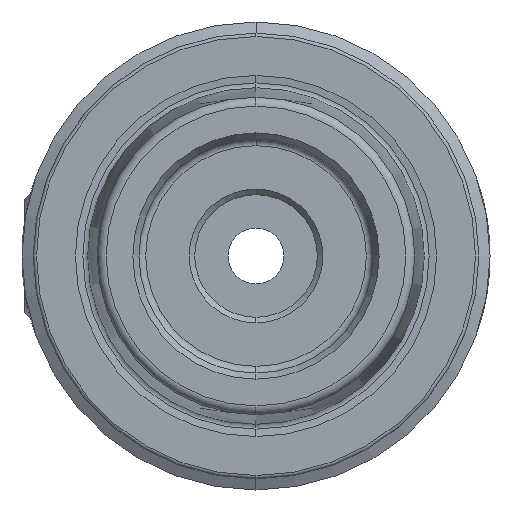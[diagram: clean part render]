
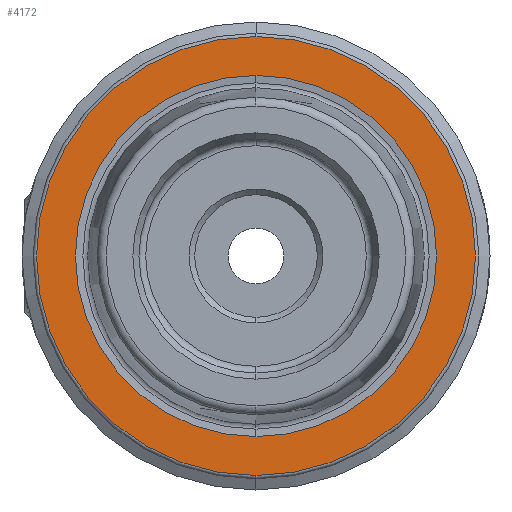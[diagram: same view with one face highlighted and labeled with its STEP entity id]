
A CAD part, left-side view. The second image highlights one B-rep face of the part: STEP entity #4172.
In plain terms, the highlighted planar face has unit normal (-1, 0, 0).
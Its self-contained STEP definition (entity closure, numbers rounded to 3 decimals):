
#19 = CARTESIAN_POINT ( 'NONE',  ( 0., 0., -16.207 ) ) ;
#30 = CARTESIAN_POINT ( 'NONE',  ( 0., 0., 16.207 ) ) ;
#32 = CARTESIAN_POINT ( 'NONE',  ( 0., 0., 19.7 ) ) ;
#33 = CARTESIAN_POINT ( 'NONE',  ( 0., 0., -19.7 ) ) ;
#517 = DIRECTION ( 'NONE',  ( 1., 0., 0. ) ) ;
#525 = CARTESIAN_POINT ( 'NONE',  ( 0., 19.7, 0. ) ) ;
#527 = PLANE ( 'NONE',  #4003 ) ;
#529 = DIRECTION ( 'NONE',  ( 0., 0., -1. ) ) ;
#1334 = CARTESIAN_POINT ( 'NONE',  ( 0., 0., 0. ) ) ;
#1336 = DIRECTION ( 'NONE',  ( -1., 0., 0. ) ) ;
#1337 = DIRECTION ( 'NONE',  ( 0., 0., 1. ) ) ;
#1339 = CARTESIAN_POINT ( 'NONE',  ( 0., 0., 0. ) ) ;
#1340 = DIRECTION ( 'NONE',  ( -1., 0., 0. ) ) ;
#1341 = DIRECTION ( 'NONE',  ( 0., 0., 1. ) ) ;
#1376 = CIRCLE ( 'NONE', #3774, 19.7 ) ;
#1378 = CIRCLE ( 'NONE', #3775, 16.207 ) ;
#1498 = CIRCLE ( 'NONE', #3824, 19.7 ) ;
#1502 = CIRCLE ( 'NONE', #3827, 16.207 ) ;
#1817 = ORIENTED_EDGE ( 'NONE', *, *, #2642, .T. ) ;
#1818 = ORIENTED_EDGE ( 'NONE', *, *, #3654, .T. ) ;
#1819 = ORIENTED_EDGE ( 'NONE', *, *, #3658, .F. ) ;
#1820 = ORIENTED_EDGE ( 'NONE', *, *, #2643, .F. ) ;
#1858 = EDGE_LOOP ( 'NONE', ( #1818, #1817 ) ) ;
#1952 = EDGE_LOOP ( 'NONE', ( #1820, #1819 ) ) ;
#2027 = VERTEX_POINT ( 'NONE', #33 ) ;
#2028 = VERTEX_POINT ( 'NONE', #32 ) ;
#2030 = VERTEX_POINT ( 'NONE', #30 ) ;
#2037 = VERTEX_POINT ( 'NONE', #19 ) ;
#2642 = EDGE_CURVE ( 'NONE', #2027, #2028, #1376, .T. ) ;
#2643 = EDGE_CURVE ( 'NONE', #2030, #2037, #1378, .T. ) ;
#2659 = FACE_BOUND ( 'NONE', #1952, .T. ) ;
#2660 = FACE_OUTER_BOUND ( 'NONE', #1858, .T. ) ;
#3344 = CARTESIAN_POINT ( 'NONE',  ( 0., 0., 0. ) ) ;
#3345 = DIRECTION ( 'NONE',  ( -1., 0., 0. ) ) ;
#3346 = DIRECTION ( 'NONE',  ( 0., 0., 1. ) ) ;
#3356 = CARTESIAN_POINT ( 'NONE',  ( 0., 0., 0. ) ) ;
#3357 = DIRECTION ( 'NONE',  ( -1., 0., 0. ) ) ;
#3358 = DIRECTION ( 'NONE',  ( 0., 0., 1. ) ) ;
#3654 = EDGE_CURVE ( 'NONE', #2028, #2027, #1498, .T. ) ;
#3658 = EDGE_CURVE ( 'NONE', #2037, #2030, #1502, .T. ) ;
#3774 = AXIS2_PLACEMENT_3D ( 'NONE', #1334, #1336, #1337 ) ;
#3775 = AXIS2_PLACEMENT_3D ( 'NONE', #1339, #1340, #1341 ) ;
#3824 = AXIS2_PLACEMENT_3D ( 'NONE', #3344, #3345, #3346 ) ;
#3827 = AXIS2_PLACEMENT_3D ( 'NONE', #3356, #3357, #3358 ) ;
#4003 = AXIS2_PLACEMENT_3D ( 'NONE', #525, #517, #529 ) ;
#4172 = ADVANCED_FACE ( 'NONE', ( #2659, #2660 ), #527, .F. ) ;
